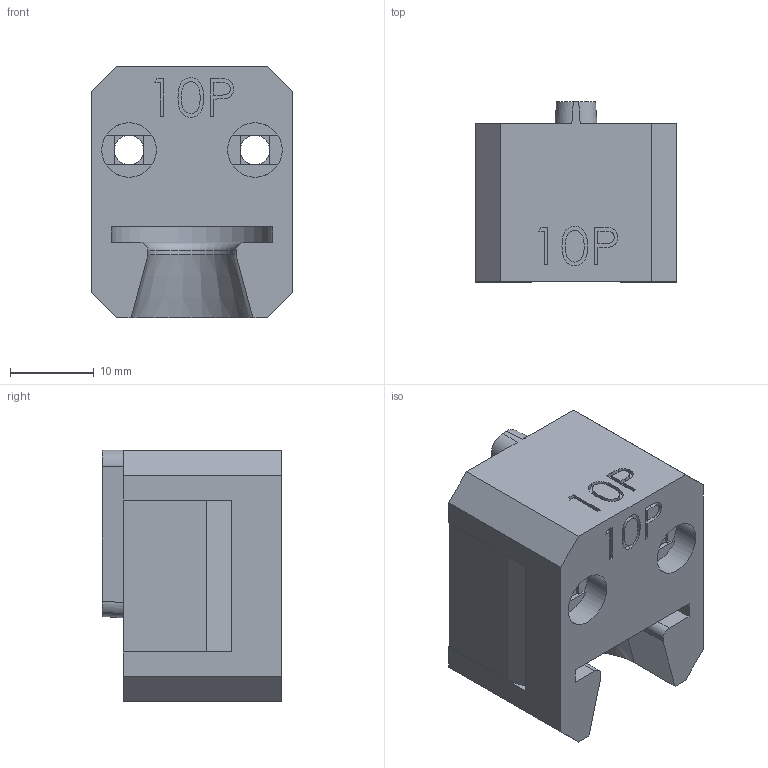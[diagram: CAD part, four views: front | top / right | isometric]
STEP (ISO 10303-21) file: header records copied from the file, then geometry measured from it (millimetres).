
FILE_DESCRIPTION (( 'STEP AP214' ), '1' );
FILE_NAME ('10mL Plastic Pusher v1.3.STEP', '2024-12-03T15:21:02', ( '' ), ( '' ), 'SwSTEP 2.0', 'SolidWorks 2024', '' );
FILE_SCHEMA (( 'AUTOMOTIVE_DESIGN' ));
Length unit declared in the file: millimetre
Products named in the file (1): 10mL Plastic Pusher v1.3
Bounding box: 24 x 21.43 x 30 mm (x, y, z)
Volume: 11095.3 mm3; surface area: 4436.3 mm2
Topology: 1 solids, 1 shells, 144 faces, 380 edges, 248 vertices
Faces by surface type: plane 94, bspline 30, cylinder 18, torus 1, cone 1
Entity records: 6513 total; most frequent: CARTESIAN_POINT 3127, ORIENTED_EDGE 760, DIRECTION 576, EDGE_CURVE 380, LINE 270, VECTOR 270, VERTEX_POINT 248, EDGE_LOOP 158
